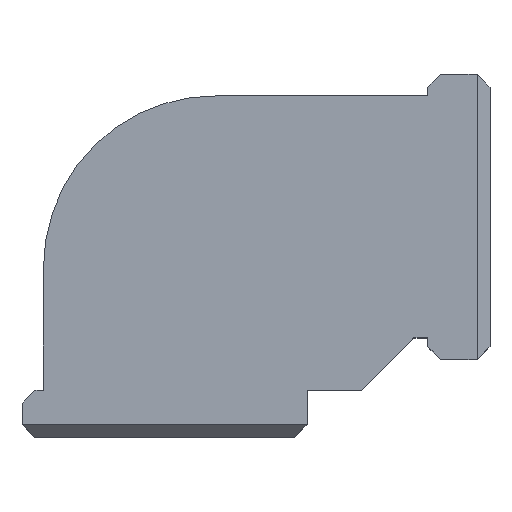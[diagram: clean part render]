
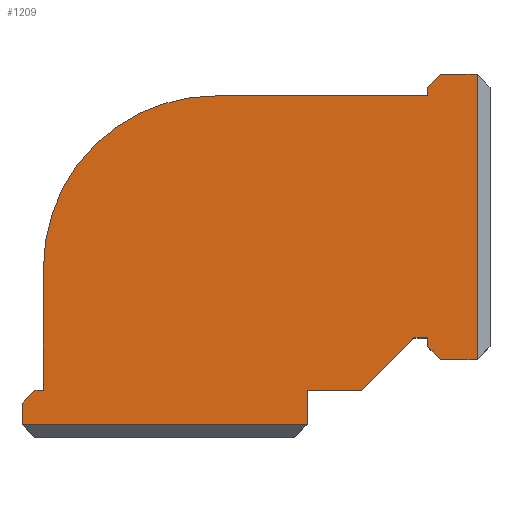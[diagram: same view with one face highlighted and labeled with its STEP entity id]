
A CAD part, top view. The second image highlights one B-rep face of the part: STEP entity #1209.
In plain terms, the highlighted planar face has unit normal (0, 0, 1).
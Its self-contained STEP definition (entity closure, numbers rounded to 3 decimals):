
#16=CIRCLE('',#1274,20.);
#56=FACE_OUTER_BOUND('',#118,.T.);
#118=EDGE_LOOP('',(#976,#977,#978,#979,#980,#981,#982,#983,#984,#985,#986,
#987,#988,#989,#990,#991,#992,#993));
#186=LINE('',#1691,#356);
#254=LINE('',#1827,#424);
#262=LINE('',#1843,#432);
#264=LINE('',#1846,#434);
#265=LINE('',#1848,#435);
#266=LINE('',#1850,#436);
#267=LINE('',#1852,#437);
#268=LINE('',#1855,#438);
#273=LINE('',#1864,#443);
#274=LINE('',#1867,#444);
#275=LINE('',#1869,#445);
#276=LINE('',#1872,#446);
#277=LINE('',#1874,#447);
#278=LINE('',#1876,#448);
#279=LINE('',#1878,#449);
#280=LINE('',#1880,#450);
#281=LINE('',#1881,#451);
#356=VECTOR('',#1365,10.);
#424=VECTOR('',#1471,10.);
#432=VECTOR('',#1485,10.);
#434=VECTOR('',#1489,10.);
#435=VECTOR('',#1492,10.);
#436=VECTOR('',#1495,10.);
#437=VECTOR('',#1498,10.);
#438=VECTOR('',#1501,10.);
#443=VECTOR('',#1508,10.);
#444=VECTOR('',#1511,10.);
#445=VECTOR('',#1512,10.);
#446=VECTOR('',#1515,10.);
#447=VECTOR('',#1516,10.);
#448=VECTOR('',#1517,10.);
#449=VECTOR('',#1518,10.);
#450=VECTOR('',#1519,10.);
#451=VECTOR('',#1520,10.);
#509=VERTEX_POINT('',#1669);
#517=VERTEX_POINT('',#1688);
#518=VERTEX_POINT('',#1690);
#524=VERTEX_POINT('',#1711);
#542=VERTEX_POINT('',#1760);
#563=VERTEX_POINT('',#1816);
#566=VERTEX_POINT('',#1824);
#567=VERTEX_POINT('',#1826);
#571=VERTEX_POINT('',#1840);
#572=VERTEX_POINT('',#1842);
#573=VERTEX_POINT('',#1854);
#577=VERTEX_POINT('',#1866);
#578=VERTEX_POINT('',#1868);
#579=VERTEX_POINT('',#1870);
#580=VERTEX_POINT('',#1873);
#581=VERTEX_POINT('',#1875);
#582=VERTEX_POINT('',#1877);
#583=VERTEX_POINT('',#1879);
#638=EDGE_CURVE('',#517,#518,#186,.T.);
#706=EDGE_CURVE('',#566,#567,#254,.T.);
#714=EDGE_CURVE('',#571,#572,#262,.T.);
#716=EDGE_CURVE('',#563,#542,#264,.T.);
#717=EDGE_CURVE('',#571,#542,#265,.T.);
#718=EDGE_CURVE('',#563,#567,#266,.T.);
#719=EDGE_CURVE('',#509,#524,#267,.T.);
#720=EDGE_CURVE('',#573,#518,#268,.T.);
#725=EDGE_CURVE('',#517,#524,#273,.T.);
#726=EDGE_CURVE('',#566,#577,#274,.T.);
#727=EDGE_CURVE('',#577,#578,#275,.T.);
#728=EDGE_CURVE('',#578,#579,#16,.T.);
#729=EDGE_CURVE('',#579,#573,#276,.T.);
#730=EDGE_CURVE('',#509,#580,#277,.T.);
#731=EDGE_CURVE('',#580,#581,#278,.T.);
#732=EDGE_CURVE('',#581,#582,#279,.T.);
#733=EDGE_CURVE('',#582,#583,#280,.T.);
#734=EDGE_CURVE('',#583,#572,#281,.T.);
#976=ORIENTED_EDGE('',*,*,#706,.F.);
#977=ORIENTED_EDGE('',*,*,#726,.T.);
#978=ORIENTED_EDGE('',*,*,#727,.T.);
#979=ORIENTED_EDGE('',*,*,#728,.T.);
#980=ORIENTED_EDGE('',*,*,#729,.T.);
#981=ORIENTED_EDGE('',*,*,#720,.T.);
#982=ORIENTED_EDGE('',*,*,#638,.F.);
#983=ORIENTED_EDGE('',*,*,#725,.T.);
#984=ORIENTED_EDGE('',*,*,#719,.F.);
#985=ORIENTED_EDGE('',*,*,#730,.T.);
#986=ORIENTED_EDGE('',*,*,#731,.T.);
#987=ORIENTED_EDGE('',*,*,#732,.T.);
#988=ORIENTED_EDGE('',*,*,#733,.T.);
#989=ORIENTED_EDGE('',*,*,#734,.T.);
#990=ORIENTED_EDGE('',*,*,#714,.F.);
#991=ORIENTED_EDGE('',*,*,#717,.T.);
#992=ORIENTED_EDGE('',*,*,#716,.F.);
#993=ORIENTED_EDGE('',*,*,#718,.T.);
#1148=PLANE('',#1273);
#1209=ADVANCED_FACE('',(#56),#1148,.T.);
#1273=AXIS2_PLACEMENT_3D('',#1865,#1509,#1510);
#1274=AXIS2_PLACEMENT_3D('',#1871,#1513,#1514);
#1365=DIRECTION('',(0.707,0.707,0.));
#1471=DIRECTION('',(0.707,0.707,0.));
#1485=DIRECTION('',(-0.707,0.707,0.));
#1489=DIRECTION('',(0.,-1.,0.));
#1492=DIRECTION('',(1.,0.,0.));
#1495=DIRECTION('',(-1.,0.,0.));
#1498=DIRECTION('',(-1.,0.,0.));
#1501=DIRECTION('',(-1.,0.,0.));
#1508=DIRECTION('',(0.,-1.,0.));
#1509=DIRECTION('center_axis',(0.,0.,
1.));
#1510=DIRECTION('ref_axis',(-1.,0.,0.));
#1511=DIRECTION('',(0.,-1.,0.));
#1512=DIRECTION('',(-1.,0.,0.));
#1513=DIRECTION('center_axis',(0.,0.,
1.));
#1514=DIRECTION('ref_axis',(0.014,1.,0.));
#1515=DIRECTION('',(0.,-1.,0.));
#1516=DIRECTION('',(0.,1.,0.));
#1517=DIRECTION('',(1.,0.,0.));
#1518=DIRECTION('',(0.707,0.707,0.));
#1519=DIRECTION('',(1.,0.,0.));
#1520=DIRECTION('',(0.,-1.,0.));
#1669=CARTESIAN_POINT('',(-76.797,-24.057,117.75));
#1688=CARTESIAN_POINT('',(-109.997,-21.571,117.75));
#1690=CARTESIAN_POINT('',(-108.497,-20.071,117.75));
#1691=CARTESIAN_POINT('',(-98.332,-9.906,117.75));
#1711=CARTESIAN_POINT('',(-109.997,-24.057,117.75));
#1760=CARTESIAN_POINT('',(-57.,-16.486,117.75));
#1816=CARTESIAN_POINT('',(-57.,16.714,117.75));
#1824=CARTESIAN_POINT('',(-62.75,15.214,117.75));
#1826=CARTESIAN_POINT('',(-61.25,16.714,117.75));
#1827=CARTESIAN_POINT('',(-72.093,5.871,117.75));
#1840=CARTESIAN_POINT('',(-61.25,-16.486,117.75));
#1842=CARTESIAN_POINT('',(-62.75,-14.986,117.75));
#1843=CARTESIAN_POINT('',(-68.928,-8.808,117.75));
#1846=CARTESIAN_POINT('',(-57.,-10.101,117.75));
#1848=CARTESIAN_POINT('',(-62.75,-16.486,117.75));
#1850=CARTESIAN_POINT('',(-55.5,16.714,117.75));
#1852=CARTESIAN_POINT('',(-95.094,-24.057,117.75));
#1854=CARTESIAN_POINT('',(-107.497,-20.071,117.75));
#1855=CARTESIAN_POINT('',(-107.497,-20.071,117.75));
#1864=CARTESIAN_POINT('',(-109.997,-20.071,117.75));
#1865=CARTESIAN_POINT('Origin',(-80.192,-6.217,117.75));
#1866=CARTESIAN_POINT('',(-62.75,14.214,117.75));
#1867=CARTESIAN_POINT('',(-62.75,16.714,117.75));
#1868=CARTESIAN_POINT('',(-87.227,14.214,117.75));
#1869=CARTESIAN_POINT('',(-62.75,14.214,117.75));
#1870=CARTESIAN_POINT('',(-107.497,-5.784,117.75));
#1871=CARTESIAN_POINT('Origin',(-87.497,-5.784,117.75));
#1872=CARTESIAN_POINT('',(-107.497,-5.784,117.75));
#1873=CARTESIAN_POINT('',(-76.797,-20.071,117.75));
#1874=CARTESIAN_POINT('',(-76.797,-25.557,117.75));
#1875=CARTESIAN_POINT('',(-70.459,-20.071,117.75));
#1876=CARTESIAN_POINT('',(-76.797,-20.071,117.75));
#1877=CARTESIAN_POINT('',(-64.373,-13.986,117.75));
#1878=CARTESIAN_POINT('',(-70.459,-20.071,117.75));
#1879=CARTESIAN_POINT('',(-62.75,-13.986,117.75));
#1880=CARTESIAN_POINT('',(-64.373,-13.986,117.75));
#1881=CARTESIAN_POINT('',(-62.75,-13.986,117.75));
